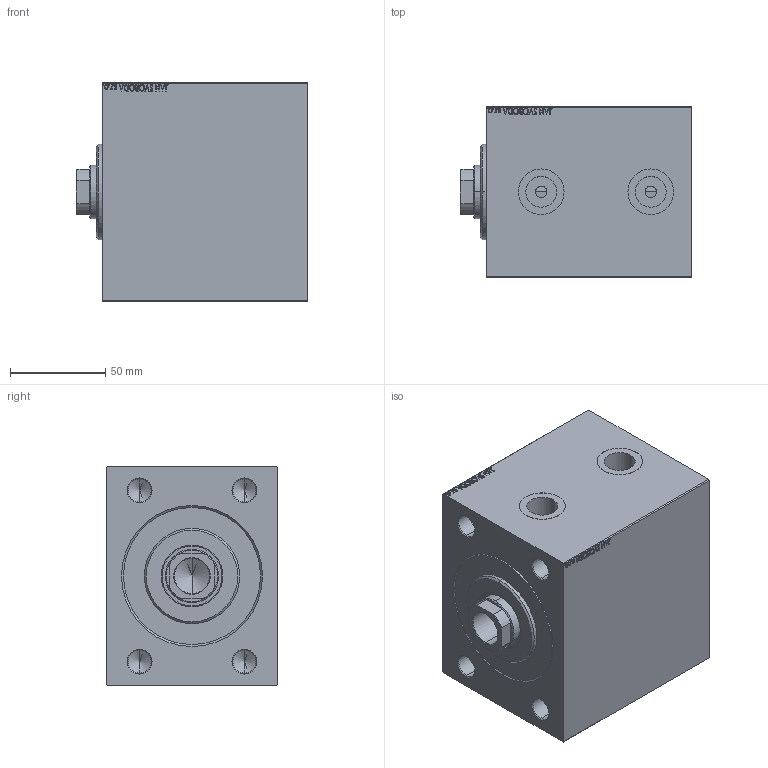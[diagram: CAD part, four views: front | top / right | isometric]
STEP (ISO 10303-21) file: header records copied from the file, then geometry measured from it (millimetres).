
FILE_DESCRIPTION (( 'STEP AP203' ), '1' );
FILE_NAME ('a154.STEP', '2024-02-12T15:44:33', ( '' ), ( '' ), 'SwSTEP 2.0', 'SolidWorks 2019', '' );
FILE_SCHEMA (( 'CONFIG_CONTROL_DESIGN' ));
Length unit declared in the file: millimetre
Products named in the file (4): V450CM_B_VCP c2533b51b37c1be13d9ffde7122dd89c; V450CM_VC_B c2533b51b37c1be13d9ffde7122dd89c; a154; V450CM_B_Body c2533b51b37c1be13d9ffde7122dd89c
Assembly tree (3 placements, depth 2):
  a154
    V450CM_B_Body c2533b51b37c1be13d9ffde7122dd89c
    V450CM_B_VCP c2533b51b37c1be13d9ffde7122dd89c
    V450CM_VC_B c2533b51b37c1be13d9ffde7122dd89c
Bounding box: 121.5 x 90 x 115 mm (x, y, z)
Volume: 1021247.6 mm3; surface area: 124393.8 mm2
Topology: 3 solids, 3 shells, 884 faces, 2262 edges, 1481 vertices
Faces by surface type: plane 402, bspline 380, cylinder 56, cone 46
Entity records: 44498 total; most frequent: CARTESIAN_POINT 25243, ORIENTED_EDGE 4488, DIRECTION 2632, EDGE_CURVE 2244, VERTEX_POINT 1481, LINE 1332, VECTOR 1332, EDGE_LOOP 1005
